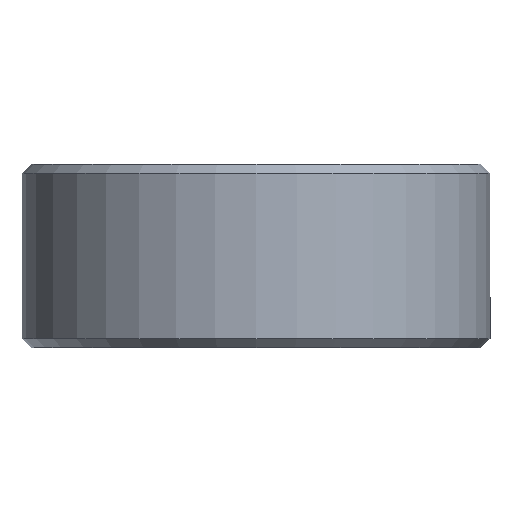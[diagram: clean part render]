
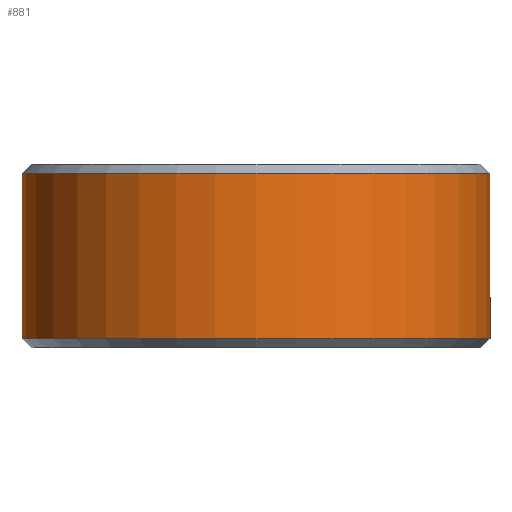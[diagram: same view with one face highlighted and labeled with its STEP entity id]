
A CAD part, front view. The second image highlights one B-rep face of the part: STEP entity #881.
In plain terms, the highlighted cylindrical face has radius 6.35 mm (diameter 12.7 mm), a partial arc.
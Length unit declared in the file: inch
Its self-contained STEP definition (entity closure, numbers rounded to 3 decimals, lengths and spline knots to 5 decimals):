
#60 = ORIENTED_EDGE ( 'NONE', *, *, #1012, .T. ) ;
#137 = ORIENTED_EDGE ( 'NONE', *, *, #326, .F. ) ;
#140 = FACE_OUTER_BOUND ( 'NONE', #321, .T. ) ;
#144 = VERTEX_POINT ( 'NONE', #1583 ) ;
#149 = VECTOR ( 'NONE', #1257, 39.37008 ) ;
#162 = CARTESIAN_POINT ( 'NONE',  ( 0., 0., 0.0882 ) ) ;
#321 = EDGE_LOOP ( 'NONE', ( #423, #60, #1334, #137 ) ) ;
#326 = EDGE_CURVE ( 'NONE', #775, #744, #1208, .T. ) ;
#338 = CARTESIAN_POINT ( 'NONE',  ( 0.25, 0., 0.0882 ) ) ;
#354 = LINE ( 'NONE', #1071, #1918 ) ;
#423 = ORIENTED_EDGE ( 'NONE', *, *, #472, .F. ) ;
#472 = EDGE_CURVE ( 'NONE', #1202, #775, #1280, .T. ) ;
#482 = AXIS2_PLACEMENT_3D ( 'NONE', #162, #746, #604 ) ;
#516 = CIRCLE ( 'NONE', #1006, 0.25 ) ;
#604 = DIRECTION ( 'NONE',  ( 1., 0., 0. ) ) ;
#627 = CARTESIAN_POINT ( 'NONE',  ( 0., 0., 0.098 ) ) ;
#744 = VERTEX_POINT ( 'NONE', #338 ) ;
#746 = DIRECTION ( 'NONE',  ( 0., 0., 1. ) ) ;
#775 = VERTEX_POINT ( 'NONE', #788 ) ;
#777 = EDGE_CURVE ( 'NONE', #144, #744, #354, .T. ) ;
#788 = CARTESIAN_POINT ( 'NONE',  ( -0.25, 0., 0.0882 ) ) ;
#791 = AXIS2_PLACEMENT_3D ( 'NONE', #627, #902, #1198 ) ;
#881 = ADVANCED_FACE ( 'NONE', ( #140 ), #1627, .T. ) ;
#902 = DIRECTION ( 'NONE',  ( 0., 0., 1. ) ) ;
#965 = CARTESIAN_POINT ( 'NONE',  ( -0.25, 0., -0.0882 ) ) ;
#969 = CARTESIAN_POINT ( 'NONE',  ( -0.25, 0., 0.098 ) ) ;
#1006 = AXIS2_PLACEMENT_3D ( 'NONE', #1380, #1394, #1246 ) ;
#1012 = EDGE_CURVE ( 'NONE', #1202, #144, #516, .T. ) ;
#1071 = CARTESIAN_POINT ( 'NONE',  ( 0.25, 0., 0.098 ) ) ;
#1096 = DIRECTION ( 'NONE',  ( 0., 0., 1. ) ) ;
#1198 = DIRECTION ( 'NONE',  ( 1., 0., 0. ) ) ;
#1202 = VERTEX_POINT ( 'NONE', #965 ) ;
#1208 = CIRCLE ( 'NONE', #482, 0.25 ) ;
#1246 = DIRECTION ( 'NONE',  ( 1., 0., 0. ) ) ;
#1257 = DIRECTION ( 'NONE',  ( 0., 0., 1. ) ) ;
#1280 = LINE ( 'NONE', #969, #149 ) ;
#1334 = ORIENTED_EDGE ( 'NONE', *, *, #777, .T. ) ;
#1380 = CARTESIAN_POINT ( 'NONE',  ( 0., 0., -0.0882 ) ) ;
#1394 = DIRECTION ( 'NONE',  ( 0., 0., 1. ) ) ;
#1583 = CARTESIAN_POINT ( 'NONE',  ( 0.25, 0., -0.0882 ) ) ;
#1627 = CYLINDRICAL_SURFACE ( 'NONE', #791, 0.25 ) ;
#1918 = VECTOR ( 'NONE', #1096, 39.37008 ) ;
